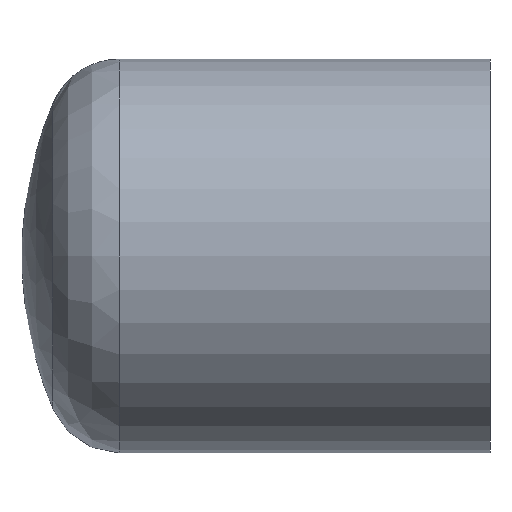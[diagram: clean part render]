
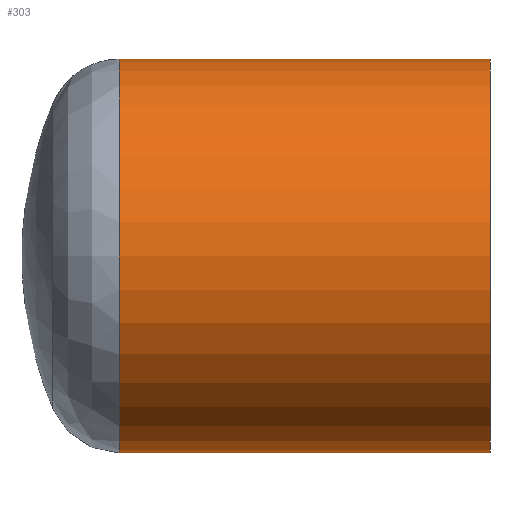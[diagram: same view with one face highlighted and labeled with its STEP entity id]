
A CAD part, front view. The second image highlights one B-rep face of the part: STEP entity #303.
In plain terms, the highlighted cylindrical face has radius 45 mm (diameter 90 mm), a full revolution.
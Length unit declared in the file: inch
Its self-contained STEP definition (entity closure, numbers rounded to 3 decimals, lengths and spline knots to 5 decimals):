
#9 = ORIENTED_EDGE ( 'NONE', *, *, #184, .T. ) ;
#12 = EDGE_LOOP ( 'NONE', ( #9 ) ) ;
#31 = ORIENTED_EDGE ( 'NONE', *, *, #35, .T. ) ;
#34 = AXIS2_PLACEMENT_3D ( 'NONE', #260, #275, #36 ) ;
#35 = EDGE_CURVE ( 'NONE', #76, #76, #126, .T. ) ;
#36 = DIRECTION ( 'NONE',  ( 0., 0., -1. ) ) ;
#50 = AXIS2_PLACEMENT_3D ( 'NONE', #270, #293, #291 ) ;
#73 = AXIS2_PLACEMENT_3D ( 'NONE', #301, #265, #264 ) ;
#76 = VERTEX_POINT ( 'NONE', #236 ) ;
#126 = CIRCLE ( 'NONE', #50, 1.77165 ) ;
#131 = EDGE_LOOP ( 'NONE', ( #31 ) ) ;
#139 = VERTEX_POINT ( 'NONE', #241 ) ;
#149 = FACE_OUTER_BOUND ( 'NONE', #12, .T. ) ;
#163 = CIRCLE ( 'NONE', #73, 1.77165 ) ;
#184 = EDGE_CURVE ( 'NONE', #139, #139, #163, .T. ) ;
#236 = CARTESIAN_POINT ( 'NONE',  ( 0., 0., -1.77165 ) ) ;
#241 = CARTESIAN_POINT ( 'NONE',  ( -3.33921, 0., -1.77165 ) ) ;
#260 = CARTESIAN_POINT ( 'NONE',  ( -1.6696, 0., 0. ) ) ;
#264 = DIRECTION ( 'NONE',  ( 0., 0., -1. ) ) ;
#265 = DIRECTION ( 'NONE',  ( 1., 0., 0. ) ) ;
#270 = CARTESIAN_POINT ( 'NONE',  ( 0., 0., 0. ) ) ;
#275 = DIRECTION ( 'NONE',  ( 1., 0., 0. ) ) ;
#291 = DIRECTION ( 'NONE',  ( 0., 0., -1. ) ) ;
#293 = DIRECTION ( 'NONE',  ( -1., 0., 0. ) ) ;
#299 = CYLINDRICAL_SURFACE ( 'NONE', #34, 1.77165 ) ;
#301 = CARTESIAN_POINT ( 'NONE',  ( -3.33921, 0., 0. ) ) ;
#303 = ADVANCED_FACE ( 'NONE', ( #311, #149 ), #299, .T. ) ;
#311 = FACE_OUTER_BOUND ( 'NONE', #131, .T. ) ;
